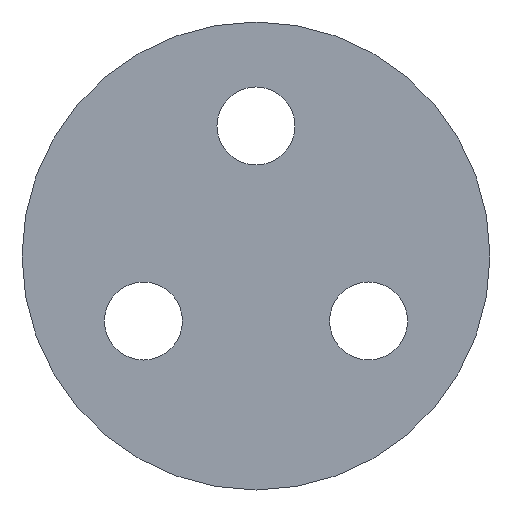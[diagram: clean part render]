
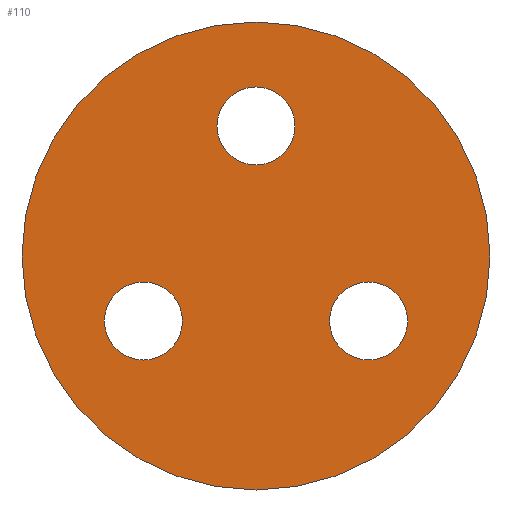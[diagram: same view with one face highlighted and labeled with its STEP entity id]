
A CAD part, left-side view. The second image highlights one B-rep face of the part: STEP entity #110.
In plain terms, the highlighted planar face has unit normal (-1, 0, 0).
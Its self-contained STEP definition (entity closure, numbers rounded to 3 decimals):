
#18=FACE_BOUND('',#38,.T.);
#19=FACE_BOUND('',#39,.T.);
#20=FACE_BOUND('',#40,.T.);
#22=PLANE('',#138);
#28=FACE_OUTER_BOUND('',#37,.T.);
#37=EDGE_LOOP('',(#97));
#38=EDGE_LOOP('',(#98));
#39=EDGE_LOOP('',(#99));
#40=EDGE_LOOP('',(#100));
#50=CIRCLE('',#127,1.5);
#52=CIRCLE('',#130,1.5);
#54=CIRCLE('',#133,1.5);
#56=CIRCLE('',#136,9.);
#58=VERTEX_POINT('',#177);
#60=VERTEX_POINT('',#183);
#62=VERTEX_POINT('',#189);
#64=VERTEX_POINT('',#195);
#67=EDGE_CURVE('',#58,#58,#50,.T.);
#70=EDGE_CURVE('',#60,#60,#52,.T.);
#73=EDGE_CURVE('',#62,#62,#54,.T.);
#76=EDGE_CURVE('',#64,#64,#56,.T.);
#97=ORIENTED_EDGE('',*,*,#76,.F.);
#98=ORIENTED_EDGE('',*,*,#73,.F.);
#99=ORIENTED_EDGE('',*,*,#70,.F.);
#100=ORIENTED_EDGE('',*,*,#67,.F.);
#110=ADVANCED_FACE('',(#28,#18,#19,#20),#22,.F.);
#127=AXIS2_PLACEMENT_3D('',#179,#146,#147);
#130=AXIS2_PLACEMENT_3D('',#185,#153,#154);
#133=AXIS2_PLACEMENT_3D('',#191,#160,#161);
#136=AXIS2_PLACEMENT_3D('',#197,#167,#168);
#138=AXIS2_PLACEMENT_3D('',#199,#171,#172);
#146=DIRECTION('center_axis',(-1.,0.,0.));
#147=DIRECTION('ref_axis',(0.,-1.,0.));
#153=DIRECTION('center_axis',(-1.,0.,0.));
#154=DIRECTION('ref_axis',(0.,-1.,0.));
#160=DIRECTION('center_axis',(-1.,0.,0.));
#161=DIRECTION('ref_axis',(0.,-1.,0.));
#167=DIRECTION('center_axis',(1.,0.,0.));
#168=DIRECTION('ref_axis',(0.,-1.,0.));
#171=DIRECTION('center_axis',(1.,0.,0.));
#172=DIRECTION('ref_axis',(0.,-1.,0.));
#177=CARTESIAN_POINT('',(147.5,-19.805,8.844));
#179=CARTESIAN_POINT('Origin',(147.5,-21.305,8.844));
#183=CARTESIAN_POINT('',(147.5,-11.145,8.844));
#185=CARTESIAN_POINT('Origin',(147.5,-12.645,8.844));
#189=CARTESIAN_POINT('',(147.5,-15.475,16.344));
#191=CARTESIAN_POINT('Origin',(147.5,-16.975,16.344));
#195=CARTESIAN_POINT('',(147.5,-7.975,11.344));
#197=CARTESIAN_POINT('Origin',(147.5,-16.975,11.344));
#199=CARTESIAN_POINT('Origin',(147.5,-16.975,11.344));
